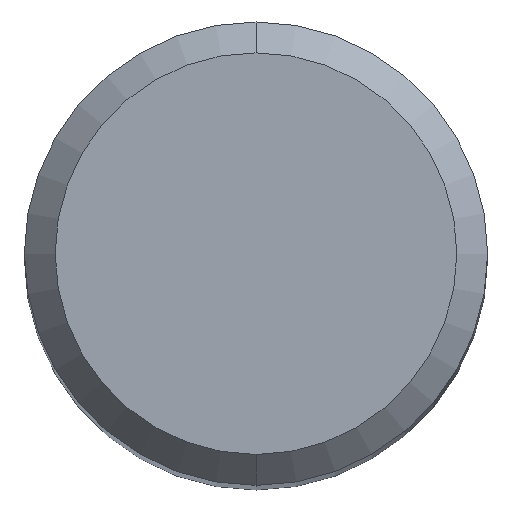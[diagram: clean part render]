
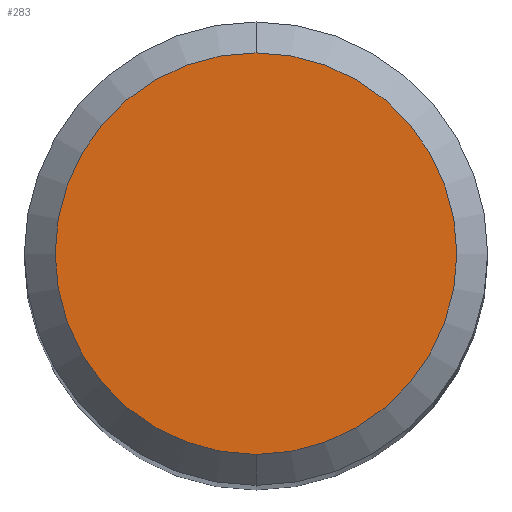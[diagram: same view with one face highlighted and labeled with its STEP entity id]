
A CAD part, top view. The second image highlights one B-rep face of the part: STEP entity #283.
In plain terms, the highlighted planar face has unit normal (0, 0, 1).
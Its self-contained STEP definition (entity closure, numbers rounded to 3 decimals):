
#215=VERTEX_POINT('',#511);
#277=EDGE_CURVE('',#215,#357,#579,.T.);
#281=EDGE_CURVE('',#357,#215,#583,.T.);
#283=ADVANCED_FACE('',(#585),#586,.T.);
#357=VERTEX_POINT('',#668);
#511=CARTESIAN_POINT('',(0.0,2.6,0.0));
#579=CIRCLE('',#1033,2.6);
#583=CIRCLE('',#1040,2.6);
#585=FACE_OUTER_BOUND('',#1042,.T.);
#586=PLANE('',#1043);
#668=CARTESIAN_POINT('',(0.,-2.6,0.0));
#1033=AXIS2_PLACEMENT_3D('',#1521,#1522,#1523);
#1040=AXIS2_PLACEMENT_3D('',#1525,#1526,#1527);
#1042=EDGE_LOOP('',(#1529,#1530));
#1043=AXIS2_PLACEMENT_3D('',#1531,#1532,#1533);
#1521=CARTESIAN_POINT('',(0.0,0.0,0.0));
#1522=DIRECTION('',(0.0,0.0,-1.0));
#1523=DIRECTION('',(0.0,1.0,0.0));
#1525=CARTESIAN_POINT('',(0.0,0.0,0.0));
#1526=DIRECTION('',(0.0,0.0,-1.0));
#1527=DIRECTION('',(0.0,1.0,0.0));
#1529=ORIENTED_EDGE('',*,*,#277,.F.);
#1530=ORIENTED_EDGE('',*,*,#281,.F.);
#1531=CARTESIAN_POINT('',(0.0,1.3,0.0));
#1532=DIRECTION('',(-0.0,0.0,1.0));
#1533=DIRECTION('',(0.0,-1.0,0.0));
